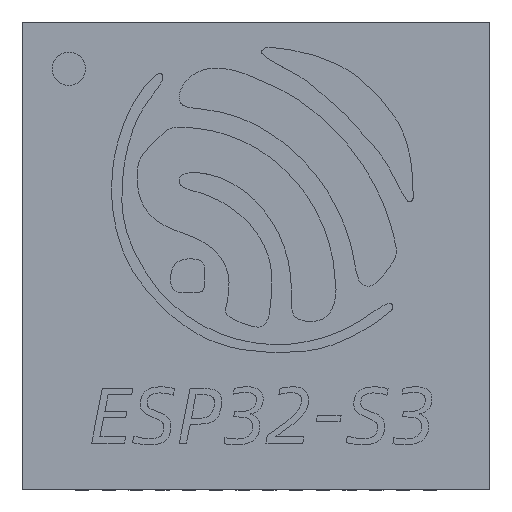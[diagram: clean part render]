
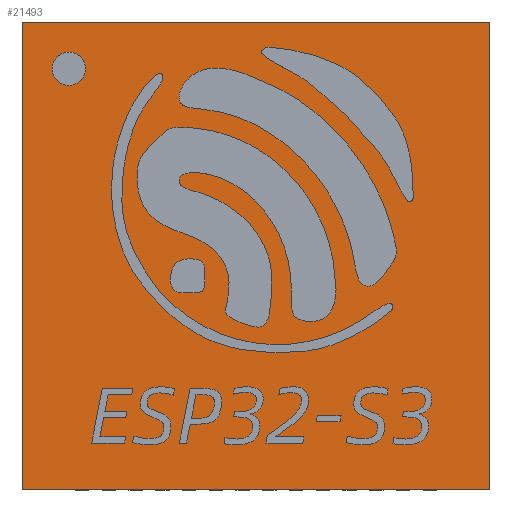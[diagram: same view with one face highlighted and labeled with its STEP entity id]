
A CAD part, top view. The second image highlights one B-rep face of the part: STEP entity #21493.
In plain terms, the highlighted planar face has unit normal (0, 0, 1).
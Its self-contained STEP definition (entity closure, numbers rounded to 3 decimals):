
#600 = CARTESIAN_POINT ( 'NONE',  ( 3.49, 3.49, 0.92 ) ) ;
#661 = DIRECTION ( 'NONE',  ( 0., 0., -1. ) ) ;
#724 = CARTESIAN_POINT ( 'NONE',  ( -3.49, -3.49, 0.92 ) ) ;
#1166 = VERTEX_POINT ( 'NONE', #1233 ) ;
#1233 = CARTESIAN_POINT ( 'NONE',  ( -2.8, 2.55, 0.92 ) ) ;
#1751 = EDGE_CURVE ( 'NONE', #20583, #1166, #16164, .T. ) ;
#2491 = CIRCLE ( 'NONE', #9440, 0.25 ) ;
#3317 = ORIENTED_EDGE ( 'NONE', *, *, #20990, .T. ) ;
#3585 = LINE ( 'NONE', #7786, #20346 ) ;
#3803 = DIRECTION ( 'NONE',  ( 1., 0., 0. ) ) ;
#4128 = VERTEX_POINT ( 'NONE', #14587 ) ;
#4334 = LINE ( 'NONE', #8409, #4414 ) ;
#4414 = VECTOR ( 'NONE', #3803, 1000. ) ;
#4696 = PLANE ( 'NONE',  #20773 ) ;
#5088 = EDGE_CURVE ( 'NONE', #4128, #6214, #19207, .T. ) ;
#6214 = VERTEX_POINT ( 'NONE', #17102 ) ;
#6745 = FACE_BOUND ( 'NONE', #8304, .T. ) ;
#7199 = EDGE_CURVE ( 'NONE', #10959, #6214, #4334, .T. ) ;
#7521 = LINE ( 'NONE', #23802, #25085 ) ;
#7786 = CARTESIAN_POINT ( 'NONE',  ( -3.49, 3.49, 0.92 ) ) ;
#8267 = ORIENTED_EDGE ( 'NONE', *, *, #1751, .T. ) ;
#8304 = EDGE_LOOP ( 'NONE', ( #23295, #8267 ) ) ;
#8409 = CARTESIAN_POINT ( 'NONE',  ( -3.49, -3.49, 0.92 ) ) ;
#9440 = AXIS2_PLACEMENT_3D ( 'NONE', #17513, #661, #19530 ) ;
#9706 = DIRECTION ( 'NONE',  ( 0., -1., 0. ) ) ;
#9794 = CARTESIAN_POINT ( 'NONE',  ( -3.49, 3.49, 0.92 ) ) ;
#10514 = AXIS2_PLACEMENT_3D ( 'NONE', #21482, #19469, #9706 ) ;
#10959 = VERTEX_POINT ( 'NONE', #724 ) ;
#11503 = CARTESIAN_POINT ( 'NONE',  ( -2.8, 3.05, 0.92 ) ) ;
#14428 = FACE_OUTER_BOUND ( 'NONE', #24119, .T. ) ;
#14587 = CARTESIAN_POINT ( 'NONE',  ( 3.49, 3.49, 0.92 ) ) ;
#15330 = CARTESIAN_POINT ( 'NONE',  ( -3.49, 3.49, 0.92 ) ) ;
#16061 = VECTOR ( 'NONE', #24694, 1000. ) ;
#16164 = CIRCLE ( 'NONE', #10514, 0.25 ) ;
#17102 = CARTESIAN_POINT ( 'NONE',  ( 3.49, -3.49, 0.92 ) ) ;
#17513 = CARTESIAN_POINT ( 'NONE',  ( -2.8, 2.8, 0.92 ) ) ;
#18521 = VERTEX_POINT ( 'NONE', #9794 ) ;
#18995 = ORIENTED_EDGE ( 'NONE', *, *, #7199, .T. ) ;
#19207 = LINE ( 'NONE', #600, #16061 ) ;
#19258 = DIRECTION ( 'NONE',  ( 1., 0., 0. ) ) ;
#19469 = DIRECTION ( 'NONE',  ( 0., 0., -1. ) ) ;
#19530 = DIRECTION ( 'NONE',  ( 0., -1., 0. ) ) ;
#20346 = VECTOR ( 'NONE', #24334, 1000. ) ;
#20583 = VERTEX_POINT ( 'NONE', #11503 ) ;
#20773 = AXIS2_PLACEMENT_3D ( 'NONE', #15330, #21274, #19258 ) ;
#20990 = EDGE_CURVE ( 'NONE', #18521, #10959, #7521, .T. ) ;
#21274 = DIRECTION ( 'NONE',  ( 0., 0., 1. ) ) ;
#21377 = DIRECTION ( 'NONE',  ( 0., -1., 0. ) ) ;
#21482 = CARTESIAN_POINT ( 'NONE',  ( -2.8, 2.8, 0.92 ) ) ;
#21493 = ADVANCED_FACE ( 'NONE', ( #6745, #14428 ), #4696, .T. ) ;
#23295 = ORIENTED_EDGE ( 'NONE', *, *, #23554, .T. ) ;
#23342 = ORIENTED_EDGE ( 'NONE', *, *, #5088, .F. ) ;
#23554 = EDGE_CURVE ( 'NONE', #1166, #20583, #2491, .T. ) ;
#23802 = CARTESIAN_POINT ( 'NONE',  ( -3.49, 3.49, 0.92 ) ) ;
#24119 = EDGE_LOOP ( 'NONE', ( #24277, #3317, #18995, #23342 ) ) ;
#24277 = ORIENTED_EDGE ( 'NONE', *, *, #26481, .F. ) ;
#24334 = DIRECTION ( 'NONE',  ( 1., 0., 0. ) ) ;
#24694 = DIRECTION ( 'NONE',  ( 0., -1., 0. ) ) ;
#25085 = VECTOR ( 'NONE', #21377, 1000. ) ;
#26481 = EDGE_CURVE ( 'NONE', #18521, #4128, #3585, .T. ) ;
